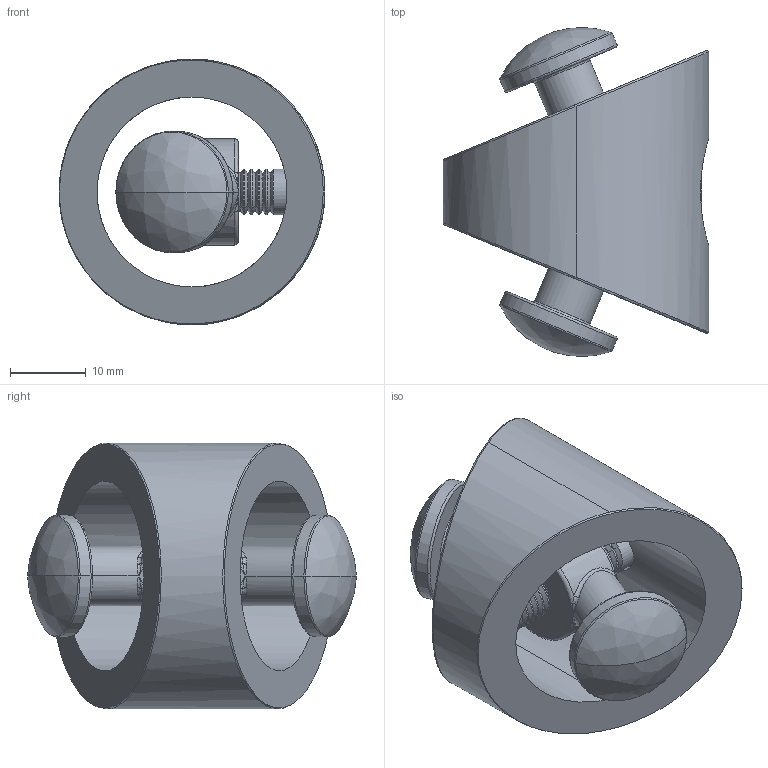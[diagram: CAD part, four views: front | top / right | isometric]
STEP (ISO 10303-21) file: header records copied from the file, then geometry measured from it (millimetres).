
FILE_DESCRIPTION (( 'STEP AP203' ), '1' );
FILE_NAME ('084.307.030.STEP', '2013-01-28T07:18:46', ( 'Alusic' ), ( 'Alusic' ), 'SwSTEP 2.0', 'SolidWorks 2011', '' );
FILE_SCHEMA (( 'CONFIG_CONTROL_DESIGN' ));
Length unit declared in the file: millimetre
Products named in the file (1): 084.307.030
Bounding box: 35 x 43.31 x 35 mm (x, y, z)
Volume: 14779.2 mm3; surface area: 8295.6 mm2
Topology: 3 solids, 3 shells, 228 faces, 496 edges, 275 vertices
Faces by surface type: cone 86, bspline 62, cylinder 60, plane 20
Entity records: 9153 total; most frequent: CARTESIAN_POINT 4440, ORIENTED_EDGE 988, DIRECTION 958, EDGE_CURVE 494, AXIS2_PLACEMENT_3D 393, VERTEX_POINT 275, EDGE_LOOP 237, ADVANCED_FACE 228
